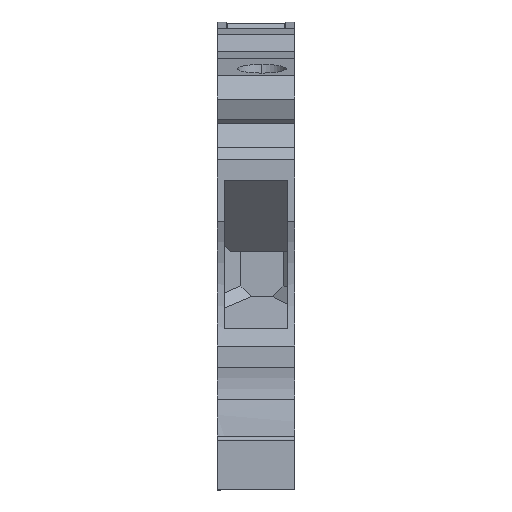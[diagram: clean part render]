
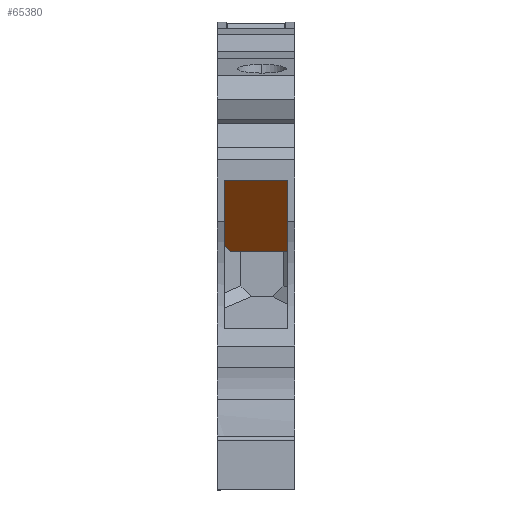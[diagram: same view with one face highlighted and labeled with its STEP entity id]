
A CAD part, front view. The second image highlights one B-rep face of the part: STEP entity #65380.
In plain terms, the highlighted face is planar.
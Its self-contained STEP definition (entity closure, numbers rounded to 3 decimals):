
#20780=CARTESIAN_POINT('',(-37.165,19.999,
-52.92));
#20790=VERTEX_POINT('',#20780);
#20820=CARTESIAN_POINT('',(-44.013,10.218,
-52.92));
#20830=DIRECTION('',(0.574,0.819,
0.));
#20840=VECTOR('',#20830,1.);
#20850=LINE('',#20820,#20840);
#20860=CARTESIAN_POINT('',(-43.231,11.335,
-52.92));
#20870=VERTEX_POINT('',#20860);
#20880=EDGE_CURVE('',#20870,#20790,#20850,.T.);
#46310=CARTESIAN_POINT('',(-37.165,19.999,
-46.924));
#46320=VERTEX_POINT('',#46310);
#46350=CARTESIAN_POINT('',(-37.165,19.999,
0.));
#46360=DIRECTION('',(0.,0.,1.));
#46370=VECTOR('',#46360,1.);
#46380=LINE('',#46350,#46370);
#46390=EDGE_CURVE('',#20790,#46320,#46380,.T.);
#54210=CARTESIAN_POINT('',(-37.695,19.241,
-46.27));
#54220=VERTEX_POINT('',#54210);
#54250=CARTESIAN_POINT('',(-43.231,11.335,
-39.445));
#54260=DIRECTION('',(-0.468,-0.669,
0.577));
#54270=VECTOR('',#54260,1.);
#54280=LINE('',#54250,#54270);
#54290=EDGE_CURVE('',#46320,#54220,#54280,.T.);
#63990=CARTESIAN_POINT('',(-43.231,11.335,
0.));
#64000=DIRECTION('',(0.,0.,-1.));
#64010=VECTOR('',#64000,1.);
#64020=LINE('',#63990,#64010);
#64030=CARTESIAN_POINT('',(-43.231,11.335,
-46.27));
#64040=VERTEX_POINT('',#64030);
#64050=EDGE_CURVE('',#64040,#20870,#64020,.T.);
#64890=CARTESIAN_POINT('',(-44.013,10.218,
-46.27));
#64900=DIRECTION('',(-0.574,-0.819,
0.));
#64910=VECTOR('',#64900,1.);
#64920=LINE('',#64890,#64910);
#64930=EDGE_CURVE('',#54220,#64040,#64920,.T.);
#65260=CARTESIAN_POINT('',(-43.367,11.141,
-53.67));
#65270=DIRECTION('',(0.819,-0.574,
0.));
#65280=DIRECTION('',(0.574,0.819,
0.));
#65290=AXIS2_PLACEMENT_3D('',#65260,#65270,#65280);
#65300=PLANE('',#65290);
#65310=ORIENTED_EDGE('',*,*,#46390,.F.);
#65320=ORIENTED_EDGE('',*,*,#54290,.F.);
#65330=ORIENTED_EDGE('',*,*,#64930,.F.);
#65340=ORIENTED_EDGE('',*,*,#64050,.F.);
#65350=ORIENTED_EDGE('',*,*,#20880,.F.);
#65360=EDGE_LOOP('',(#65350,#65340,#65330,#65320,#65310));
#65370=FACE_OUTER_BOUND('',#65360,.T.);
#65380=ADVANCED_FACE('',(#65370),#65300,.F.);
